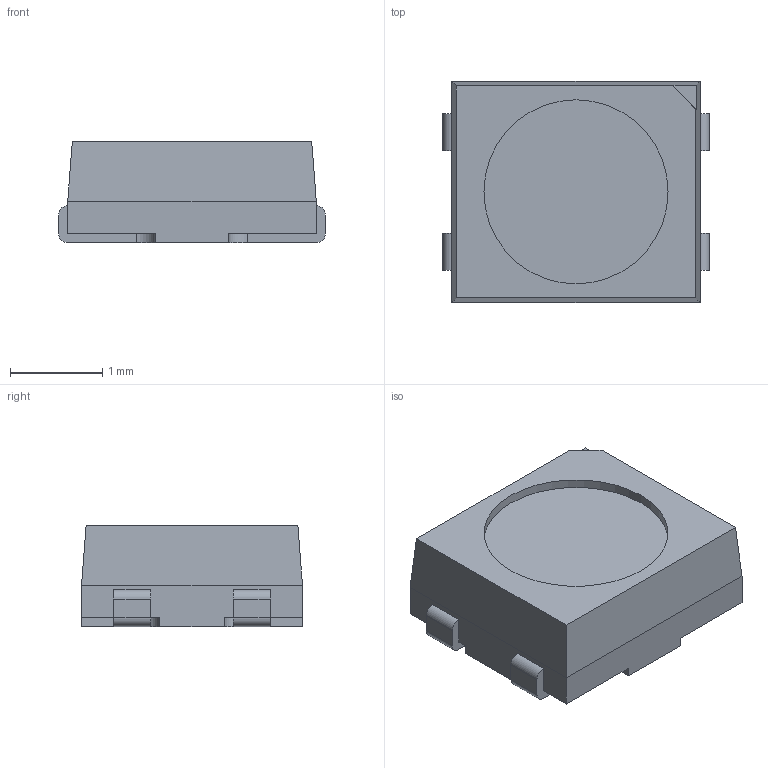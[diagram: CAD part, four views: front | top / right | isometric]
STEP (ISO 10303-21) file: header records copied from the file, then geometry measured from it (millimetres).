
FILE_DESCRIPTION(/* description */ (''),/* implementation_level */ '2;1');
FILE_NAME(/* name */ 'SK6805 - 2.4 x 2.7 v1.step',/* time_stamp */ '2021-04-23T11:16:18-04:00',/* author */ (''),/* organization */ (''),/* preprocessor_version */ 'ST-DEVELOPER v18.1',/* originating_system */ 'Autodesk Translation Framework v10.6.0.1341',/* authorisation */ '');
FILE_SCHEMA (('AUTOMOTIVE_DESIGN { 1 0 10303 214 3 1 1 }'));
Length unit declared in the file: millimetre
Products named in the file (6): SK6805 - 2.4 x 2.7; Shell; DOUT; DIN; VSS; VDD
Assembly tree (5 placements, depth 2):
  SK6805 - 2.4 x 2.7
    Shell
    DOUT
    DIN
    VSS
    VDD
Bounding box: 2.9 x 2.4 x 1.1 mm (x, y, z)
Volume: 6.5 mm3; surface area: 29 mm2
Topology: 5 solids, 5 shells, 68 faces, 164 edges, 108 vertices
Faces by surface type: plane 54, cylinder 14
Full cylindrical faces by diameter (mm): 0.4 x1, 2 x1
Entity records: 2159 total; most frequent: CARTESIAN_POINT 351, DIRECTION 350, ORIENTED_EDGE 328, EDGE_CURVE 164, LINE 136, VECTOR 136, VERTEX_POINT 108, AXIS2_PLACEMENT_3D 107
